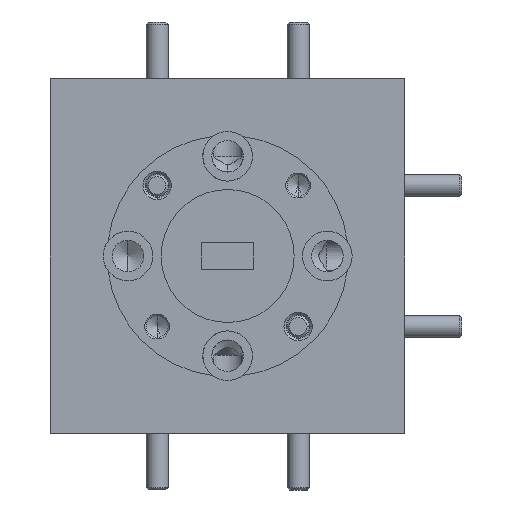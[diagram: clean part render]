
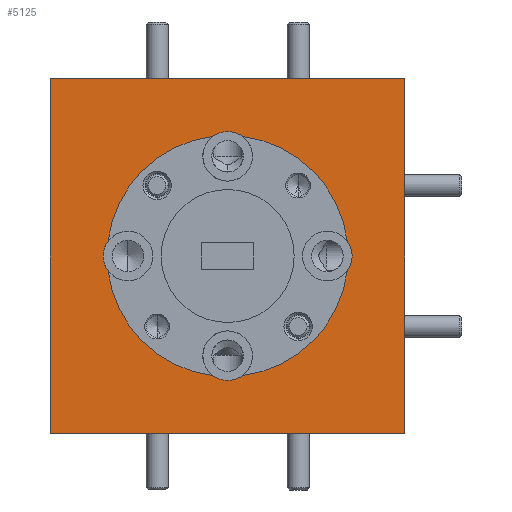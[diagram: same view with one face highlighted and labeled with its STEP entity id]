
A CAD part, left-side view. The second image highlights one B-rep face of the part: STEP entity #5125.
In plain terms, the highlighted planar face has unit normal (-1, 0, 0).
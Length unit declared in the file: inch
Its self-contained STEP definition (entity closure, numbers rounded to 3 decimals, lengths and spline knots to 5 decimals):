
#286 = CARTESIAN_POINT ( 'NONE',  ( -0.6685, 0.5, -0.5 ) ) ;
#371 = DIRECTION ( 'NONE',  ( -1., 0., 0. ) ) ;
#409 = ORIENTED_EDGE ( 'NONE', *, *, #31566, .F. ) ;
#499 = DIRECTION ( 'NONE',  ( -1., 0., 0. ) ) ;
#555 = VERTEX_POINT ( 'NONE', #31271 ) ;
#831 = CARTESIAN_POINT ( 'NONE',  ( -0.6685, 0.5, 0.5 ) ) ;
#1789 = CARTESIAN_POINT ( 'NONE',  ( -0.6685, 0., 0.28125 ) ) ;
#1991 = DIRECTION ( 'NONE',  ( -1., 0., 0. ) ) ;
#2557 = VERTEX_POINT ( 'NONE', #3802 ) ;
#2804 = AXIS2_PLACEMENT_3D ( 'NONE', #1789, #30903, #15103 ) ;
#3169 = DIRECTION ( 'NONE',  ( 0., 0., -1. ) ) ;
#3306 = VECTOR ( 'NONE', #24413, 39.37008 ) ;
#3383 = DIRECTION ( 'NONE',  ( 0., 0., -1. ) ) ;
#3622 = CIRCLE ( 'NONE', #14888, 0.07 ) ;
#3702 = CARTESIAN_POINT ( 'NONE',  ( -0.6685, 0.5, 0.5 ) ) ;
#3802 = CARTESIAN_POINT ( 'NONE',  ( -0.6685, 0.33743, 0.04177 ) ) ;
#3834 = ORIENTED_EDGE ( 'NONE', *, *, #30932, .F. ) ;
#4063 = DIRECTION ( 'NONE',  ( 0., 0., -1. ) ) ;
#4086 = CIRCLE ( 'NONE', #20401, 0.07 ) ;
#4892 = ORIENTED_EDGE ( 'NONE', *, *, #33711, .F. ) ;
#5125 = ADVANCED_FACE ( 'NONE', ( #13737, #8344 ), #6589, .F. ) ;
#5448 = AXIS2_PLACEMENT_3D ( 'NONE', #26597, #371, #8022 ) ;
#5547 = DIRECTION ( 'NONE',  ( -1., 0., 0. ) ) ;
#6034 = CIRCLE ( 'NONE', #2804, 0.07 ) ;
#6144 = EDGE_CURVE ( 'NONE', #8450, #23445, #24009, .T. ) ;
#6557 = DIRECTION ( 'NONE',  ( -1., 0., 0. ) ) ;
#6589 = PLANE ( 'NONE',  #14767 ) ;
#7046 = EDGE_CURVE ( 'NONE', #25776, #11807, #28056, .T. ) ;
#7493 = DIRECTION ( 'NONE',  ( 0., -1., 0. ) ) ;
#7518 = LINE ( 'NONE', #15584, #20760 ) ;
#7783 = CARTESIAN_POINT ( 'NONE',  ( -0.6685, 0.04177, -0.33742 ) ) ;
#7782 = CARTESIAN_POINT ( 'NONE',  ( -0.6685, 0., -0.35125 ) ) ;
#7825 = DIRECTION ( 'NONE',  ( 0., 0., -1. ) ) ;
#8022 = DIRECTION ( 'NONE',  ( 0., 0., -1. ) ) ;
#8086 = EDGE_LOOP ( 'NONE', ( #22836, #19936, #30738, #12382, #22964, #26192, #4892, #29798, #409, #3834 ) ) ;
#8344 = FACE_OUTER_BOUND ( 'NONE', #29248, .T. ) ;
#8450 = VERTEX_POINT ( 'NONE', #10587 ) ;
#8766 = CIRCLE ( 'NONE', #31515, 0.34 ) ;
#8951 = ORIENTED_EDGE ( 'NONE', *, *, #29079, .T. ) ;
#9409 = CARTESIAN_POINT ( 'NONE',  ( -0.6685, 0., 0. ) ) ;
#9690 = VERTEX_POINT ( 'NONE', #17698 ) ;
#9908 = EDGE_CURVE ( 'NONE', #16961, #12299, #8766, .T. ) ;
#10025 = AXIS2_PLACEMENT_3D ( 'NONE', #31089, #1991, #12643 ) ;
#10587 = CARTESIAN_POINT ( 'NONE',  ( -0.6685, -0.04177, 0.33743 ) ) ;
#10886 = DIRECTION ( 'NONE',  ( 0., 0., -1. ) ) ;
#11039 = VERTEX_POINT ( 'NONE', #17351 ) ;
#11807 = VERTEX_POINT ( 'NONE', #286 ) ;
#11909 = DIRECTION ( 'NONE',  ( 0., 0., -1. ) ) ;
#11928 = ORIENTED_EDGE ( 'NONE', *, *, #7046, .T. ) ;
#12299 = VERTEX_POINT ( 'NONE', #7783 ) ;
#12382 = ORIENTED_EDGE ( 'NONE', *, *, #20601, .F. ) ;
#12643 = DIRECTION ( 'NONE',  ( 0., 0., -1. ) ) ;
#12796 = VECTOR ( 'NONE', #3383, 39.37008 ) ;
#12837 = CIRCLE ( 'NONE', #18488, 0.34 ) ;
#13163 = EDGE_CURVE ( 'NONE', #2557, #16961, #26739, .T. ) ;
#13499 = CARTESIAN_POINT ( 'NONE',  ( -0.6685, 0.33743, -0.04177 ) ) ;
#13737 = FACE_BOUND ( 'NONE', #8086, .T. ) ;
#14513 = VERTEX_POINT ( 'NONE', #29292 ) ;
#14767 = AXIS2_PLACEMENT_3D ( 'NONE', #3702, #30052, #32601 ) ;
#14888 = AXIS2_PLACEMENT_3D ( 'NONE', #26702, #5547, #10886 ) ;
#15103 = DIRECTION ( 'NONE',  ( 0., 0., -1. ) ) ;
#15584 = CARTESIAN_POINT ( 'NONE',  ( -0.6685, 0.5, -0.5 ) ) ;
#15933 = CARTESIAN_POINT ( 'NONE',  ( -0.6685, 0.5, 0.5 ) ) ;
#16050 = ORIENTED_EDGE ( 'NONE', *, *, #18299, .F. ) ;
#16600 = VECTOR ( 'NONE', #23811, 39.37008 ) ;
#16961 = VERTEX_POINT ( 'NONE', #13499 ) ;
#17351 = CARTESIAN_POINT ( 'NONE',  ( -0.6685, -0.5, 0.5 ) ) ;
#17464 = DIRECTION ( 'NONE',  ( -1., 0., 0. ) ) ;
#17698 = CARTESIAN_POINT ( 'NONE',  ( -0.6685, -0.33743, 0.04177 ) ) ;
#18299 = EDGE_CURVE ( 'NONE', #11039, #31326, #33516, .T. ) ;
#18488 = AXIS2_PLACEMENT_3D ( 'NONE', #33289, #17464, #28077 ) ;
#19743 = CARTESIAN_POINT ( 'NONE',  ( -0.6685, 0., 0. ) ) ;
#19936 = ORIENTED_EDGE ( 'NONE', *, *, #13163, .F. ) ;
#20401 = AXIS2_PLACEMENT_3D ( 'NONE', #26857, #499, #3169 ) ;
#20556 = DIRECTION ( 'NONE',  ( -1., 0., 0. ) ) ;
#20601 = EDGE_CURVE ( 'NONE', #23445, #555, #6034, .T. ) ;
#20760 = VECTOR ( 'NONE', #7493, 39.37008 ) ;
#20971 = EDGE_CURVE ( 'NONE', #14513, #22461, #32070, .T. ) ;
#21853 = CARTESIAN_POINT ( 'NONE',  ( -0.6685, 0.5, 0.5 ) ) ;
#22181 = CIRCLE ( 'NONE', #23019, 0.07 ) ;
#22461 = VERTEX_POINT ( 'NONE', #22579 ) ;
#22579 = CARTESIAN_POINT ( 'NONE',  ( -0.6685, -0.33743, -0.04177 ) ) ;
#22836 = ORIENTED_EDGE ( 'NONE', *, *, #9908, .F. ) ;
#22964 = ORIENTED_EDGE ( 'NONE', *, *, #6144, .F. ) ;
#23019 = AXIS2_PLACEMENT_3D ( 'NONE', #26518, #24130, #24019 ) ;
#23445 = VERTEX_POINT ( 'NONE', #28342 ) ;
#23456 = CARTESIAN_POINT ( 'NONE',  ( -0.6685, 0.28125, 0. ) ) ;
#23520 = EDGE_CURVE ( 'NONE', #555, #2557, #24516, .T. ) ;
#23811 = DIRECTION ( 'NONE',  ( 0., -1., 0. ) ) ;
#24009 = CIRCLE ( 'NONE', #5448, 0.07 ) ;
#24019 = DIRECTION ( 'NONE',  ( 0., 0., -1. ) ) ;
#24130 = DIRECTION ( 'NONE',  ( -1., 0., 0. ) ) ;
#24221 = EDGE_CURVE ( 'NONE', #25776, #11039, #30227, .T. ) ;
#24413 = DIRECTION ( 'NONE',  ( 0., 0., -1. ) ) ;
#24516 = CIRCLE ( 'NONE', #10025, 0.34 ) ;
#25358 = EDGE_CURVE ( 'NONE', #9690, #8450, #12837, .T. ) ;
#25417 = AXIS2_PLACEMENT_3D ( 'NONE', #9409, #30400, #4063 ) ;
#25596 = CARTESIAN_POINT ( 'NONE',  ( -0.6685, -0.5, -0.5 ) ) ;
#25776 = VERTEX_POINT ( 'NONE', #21853 ) ;
#26192 = ORIENTED_EDGE ( 'NONE', *, *, #25358, .F. ) ;
#26518 = CARTESIAN_POINT ( 'NONE',  ( -0.6685, -0.28125, 0. ) ) ;
#26597 = CARTESIAN_POINT ( 'NONE',  ( -0.6685, 0., 0.28125 ) ) ;
#26702 = CARTESIAN_POINT ( 'NONE',  ( -0.6685, 0., -0.28125 ) ) ;
#26739 = CIRCLE ( 'NONE', #28295, 0.07 ) ;
#26857 = CARTESIAN_POINT ( 'NONE',  ( -0.6685, 0., -0.28125 ) ) ;
#28056 = LINE ( 'NONE', #831, #12796 ) ;
#28077 = DIRECTION ( 'NONE',  ( 0., 0., -1. ) ) ;
#28295 = AXIS2_PLACEMENT_3D ( 'NONE', #23456, #20556, #7825 ) ;
#28342 = CARTESIAN_POINT ( 'NONE',  ( -0.6685, 0., 0.35125 ) ) ;
#29079 = EDGE_CURVE ( 'NONE', #11807, #31326, #7518, .T. ) ;
#29248 = EDGE_LOOP ( 'NONE', ( #8951, #16050, #33387, #11928 ) ) ;
#29292 = CARTESIAN_POINT ( 'NONE',  ( -0.6685, -0.04177, -0.33742 ) ) ;
#29798 = ORIENTED_EDGE ( 'NONE', *, *, #20971, .F. ) ;
#29805 = CARTESIAN_POINT ( 'NONE',  ( -0.6685, -0.5, 0.5 ) ) ;
#30052 = DIRECTION ( 'NONE',  ( 1., 0., 0. ) ) ;
#30227 = LINE ( 'NONE', #15933, #16600 ) ;
#30400 = DIRECTION ( 'NONE',  ( -1., 0., 0. ) ) ;
#30738 = ORIENTED_EDGE ( 'NONE', *, *, #23520, .F. ) ;
#30903 = DIRECTION ( 'NONE',  ( -1., 0., 0. ) ) ;
#30932 = EDGE_CURVE ( 'NONE', #12299, #31404, #4086, .T. ) ;
#31089 = CARTESIAN_POINT ( 'NONE',  ( -0.6685, 0., 0. ) ) ;
#31271 = CARTESIAN_POINT ( 'NONE',  ( -0.6685, 0.04177, 0.33743 ) ) ;
#31326 = VERTEX_POINT ( 'NONE', #25596 ) ;
#31404 = VERTEX_POINT ( 'NONE', #7782 ) ;
#31515 = AXIS2_PLACEMENT_3D ( 'NONE', #19743, #6557, #11909 ) ;
#31566 = EDGE_CURVE ( 'NONE', #31404, #14513, #3622, .T. ) ;
#32070 = CIRCLE ( 'NONE', #25417, 0.34 ) ;
#32601 = DIRECTION ( 'NONE',  ( 0., 0., 1. ) ) ;
#33289 = CARTESIAN_POINT ( 'NONE',  ( -0.6685, 0., 0. ) ) ;
#33387 = ORIENTED_EDGE ( 'NONE', *, *, #24221, .F. ) ;
#33516 = LINE ( 'NONE', #29805, #3306 ) ;
#33711 = EDGE_CURVE ( 'NONE', #22461, #9690, #22181, .T. ) ;
